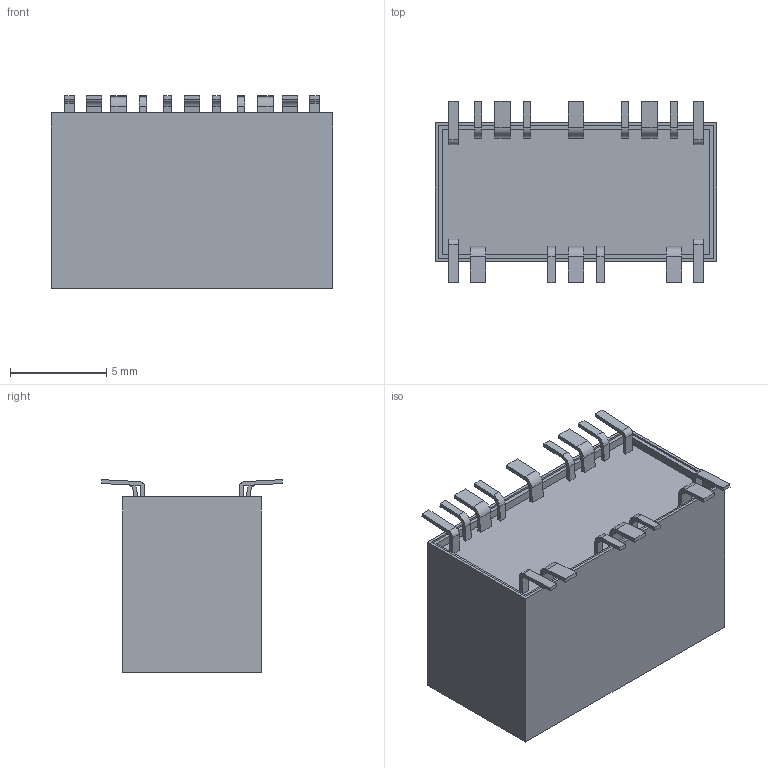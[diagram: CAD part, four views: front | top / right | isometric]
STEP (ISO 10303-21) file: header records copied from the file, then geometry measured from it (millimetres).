
FILE_DESCRIPTION((''),'2;1');
FILE_NAME('C-1462051-2','2008-08-06T',('workeradm'),('Tyco Electronics Corporation'),'PRO/ENGINEER BY PARAMETRIC TECHNOLOGY CORPORATION, 2005450','PRO/ENGINEER BY PARAMETRIC TECHNOLOGY CORPORATION, 2005450','');
FILE_SCHEMA(('CONFIG_CONTROL_DESIGN', 'GEOMETRIC_VALIDATION_PROPERTIES_MIM'));
Length unit declared in the file: millimetre
Products named in the file (1): C-1462051-2
Bounding box: 14.6 x 9.4 x 10 mm (x, y, z)
Volume: 912.2 mm3; surface area: 703 mm2
Topology: 1 solids, 1 shells, 757 faces, 2109 edges, 1406 vertices
Faces by surface type: plane 682, cylinder 41, extrusion 34
Entity records: 24087 total; most frequent: CARTESIAN_POINT 4542, ORIENTED_EDGE 4218, DIRECTION 3603, EDGE_CURVE 2109, VECTOR 1993, LINE 1959, VERTEX_POINT 1406, EDGE_LOOP 809
